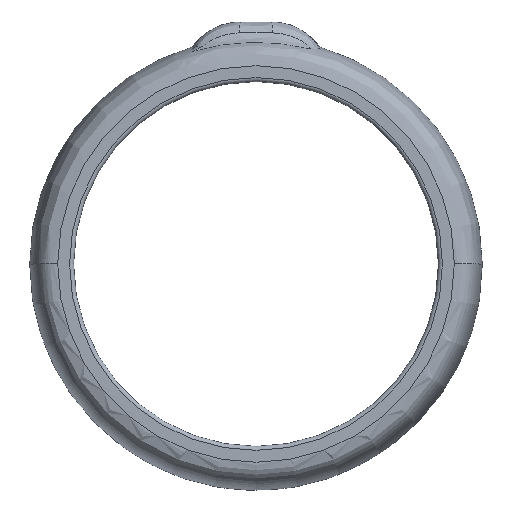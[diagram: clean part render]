
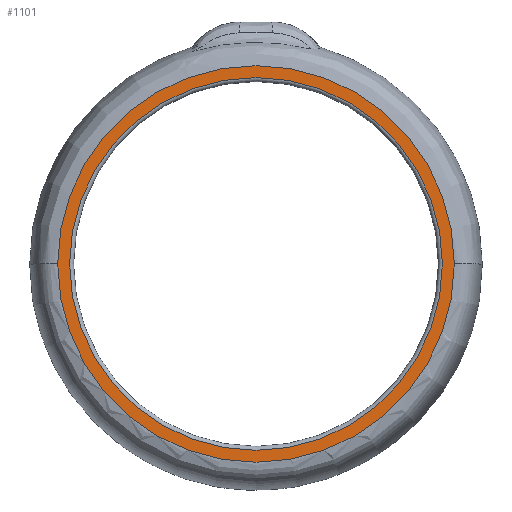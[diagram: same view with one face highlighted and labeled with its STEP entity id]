
A CAD part, top view. The second image highlights one B-rep face of the part: STEP entity #1101.
In plain terms, the highlighted planar face has unit normal (0, 0, 1).
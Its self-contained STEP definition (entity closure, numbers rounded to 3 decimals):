
#19=FACE_BOUND('',#297,.T.);
#64=PLANE('',#1215);
#229=FACE_OUTER_BOUND('',#296,.T.);
#296=EDGE_LOOP('',(#979,#980));
#297=EDGE_LOOP('',(#981));
#354=CIRCLE('',#1207,25.);
#355=CIRCLE('',#1209,23.5);
#360=CIRCLE('',#1216,25.);
#524=VERTEX_POINT('',#3829);
#525=VERTEX_POINT('',#3845);
#526=VERTEX_POINT('',#3863);
#679=EDGE_CURVE('',#525,#524,#354,.T.);
#681=EDGE_CURVE('',#526,#526,#355,.T.);
#687=EDGE_CURVE('',#524,#525,#360,.T.);
#979=ORIENTED_EDGE('',*,*,#687,.T.);
#980=ORIENTED_EDGE('',*,*,#679,.T.);
#981=ORIENTED_EDGE('',*,*,#681,.F.);
#1101=ADVANCED_FACE('',(#229,#19),#64,.T.);
#1207=AXIS2_PLACEMENT_3D('',#3846,#1429,#1430);
#1209=AXIS2_PLACEMENT_3D('',#3864,#1433,#1434);
#1215=AXIS2_PLACEMENT_3D('',#3874,#1446,#1447);
#1216=AXIS2_PLACEMENT_3D('',#3875,#1448,#1449);
#1429=DIRECTION('center_axis',(0.,0.,1.));
#1430=DIRECTION('ref_axis',(1.,0.,0.));
#1433=DIRECTION('center_axis',(0.,0.,1.));
#1434=DIRECTION('ref_axis',(1.,0.,0.));
#1446=DIRECTION('center_axis',(0.,0.,1.));
#1447=DIRECTION('ref_axis',(1.,0.,0.));
#1448=DIRECTION('center_axis',(0.,0.,1.));
#1449=DIRECTION('ref_axis',(1.,0.,0.));
#3829=CARTESIAN_POINT('',(-25.,0.,19.));
#3845=CARTESIAN_POINT('',(25.,0.,19.));
#3846=CARTESIAN_POINT('Origin',(0.,0.,19.));
#3863=CARTESIAN_POINT('',(23.5,0.,19.));
#3864=CARTESIAN_POINT('Origin',(0.,0.,19.));
#3874=CARTESIAN_POINT('Origin',(0.,0.,19.));
#3875=CARTESIAN_POINT('Origin',(0.,0.,19.));
